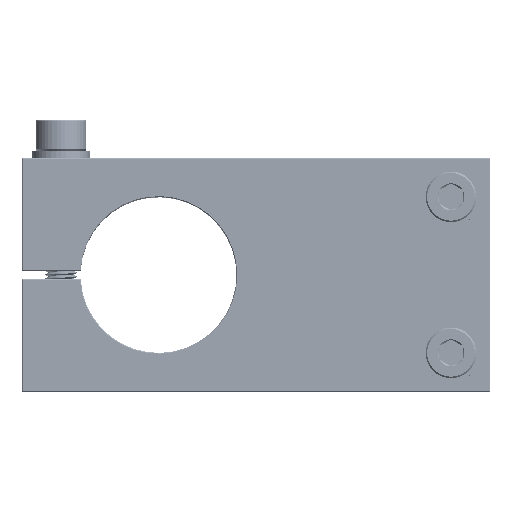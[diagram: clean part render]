
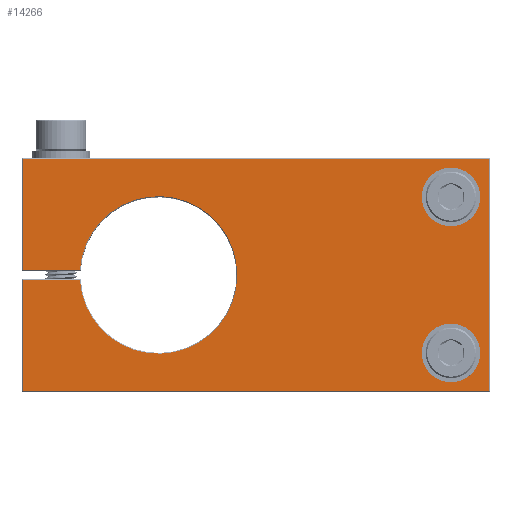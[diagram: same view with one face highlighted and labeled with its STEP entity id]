
A CAD part, top view. The second image highlights one B-rep face of the part: STEP entity #14266.
In plain terms, the highlighted planar face has unit normal (0, 0, 1).
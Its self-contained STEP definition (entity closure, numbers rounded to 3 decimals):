
#103=FACE_BOUND('',#1698,.T.);
#104=FACE_BOUND('',#1699,.T.);
#180=PLANE('',#15129);
#903=FACE_OUTER_BOUND('',#1697,.T.);
#1697=EDGE_LOOP('',(#12450,#12451,#12452,#12453,#12454,#12455,#12456,#12457));
#1698=EDGE_LOOP('',(#12458));
#1699=EDGE_LOOP('',(#12459));
#3181=CIRCLE('',#15047,4.);
#3182=CIRCLE('',#15051,4.);
#3187=CIRCLE('',#15115,20.2);
#3910=LINE('',#57632,#4701);
#3911=LINE('',#57634,#4702);
#3916=LINE('',#57642,#4707);
#3918=LINE('',#57645,#4709);
#3922=LINE('',#57652,#4713);
#3924=LINE('',#57655,#4715);
#3927=LINE('',#57663,#4718);
#4701=VECTOR('',#17376,10.);
#4702=VECTOR('',#17379,10.);
#4707=VECTOR('',#17390,10.);
#4709=VECTOR('',#17394,10.);
#4713=VECTOR('',#17404,10.);
#4715=VECTOR('',#17408,10.);
#4718=VECTOR('',#17421,10.);
#6044=VERTEX_POINT('',#57410);
#6045=VERTEX_POINT('',#57416);
#6047=VERTEX_POINT('',#57423);
#6049=VERTEX_POINT('',#57430);
#6053=VERTEX_POINT('',#57443);
#6055=VERTEX_POINT('',#57450);
#6058=VERTEX_POINT('',#57457);
#6065=VERTEX_POINT('',#57481);
#6069=VERTEX_POINT('',#57495);
#6076=VERTEX_POINT('',#57519);
#8113=EDGE_CURVE('',#6044,#6044,#3181,.T.);
#8115=EDGE_CURVE('',#6045,#6045,#3182,.T.);
#8221=EDGE_CURVE('',#6069,#6076,#3910,.T.);
#8222=EDGE_CURVE('',#6076,#6065,#3911,.T.);
#8227=EDGE_CURVE('',#6055,#6069,#3916,.T.);
#8229=EDGE_CURVE('',#6065,#6053,#3918,.T.);
#8233=EDGE_CURVE('',#6049,#6058,#3922,.T.);
#8235=EDGE_CURVE('',#6058,#6055,#3924,.T.);
#8237=EDGE_CURVE('',#6053,#6047,#3187,.T.);
#8240=EDGE_CURVE('',#6047,#6049,#3927,.T.);
#12450=ORIENTED_EDGE('',*,*,#8233,.F.);
#12451=ORIENTED_EDGE('',*,*,#8240,.F.);
#12452=ORIENTED_EDGE('',*,*,#8237,.F.);
#12453=ORIENTED_EDGE('',*,*,#8229,.F.);
#12454=ORIENTED_EDGE('',*,*,#8222,.F.);
#12455=ORIENTED_EDGE('',*,*,#8221,.F.);
#12456=ORIENTED_EDGE('',*,*,#8227,.F.);
#12457=ORIENTED_EDGE('',*,*,#8235,.F.);
#12458=ORIENTED_EDGE('',*,*,#8113,.T.);
#12459=ORIENTED_EDGE('',*,*,#8115,.T.);
#14266=ADVANCED_FACE('',(#903,#103,#104),#180,.T.);
#15047=AXIS2_PLACEMENT_3D('',#57411,#17162,#17163);
#15051=AXIS2_PLACEMENT_3D('',#57417,#17171,#17172);
#15115=AXIS2_PLACEMENT_3D('',#57658,#17412,#17413);
#15129=AXIS2_PLACEMENT_3D('',#57674,#17442,#17443);
#17162=DIRECTION('center_axis',(0.,0.,-1.));
#17163=DIRECTION('ref_axis',(1.,0.,0.));
#17171=DIRECTION('center_axis',(0.,0.,-1.));
#17172=DIRECTION('ref_axis',(1.,0.,0.));
#17376=DIRECTION('',(-1.,0.,0.));
#17379=DIRECTION('',(0.,1.,0.));
#17390=DIRECTION('',(0.,-1.,0.));
#17394=DIRECTION('',(1.,0.,0.));
#17404=DIRECTION('',(0.,1.,0.));
#17408=DIRECTION('',(1.,0.,0.));
#17412=DIRECTION('center_axis',(0.,0.,1.));
#17413=DIRECTION('ref_axis',(1.,0.,0.));
#17421=DIRECTION('',(-1.,0.,0.));
#17442=DIRECTION('center_axis',(0.,0.,1.));
#17443=DIRECTION('ref_axis',(1.,0.,0.));
#57410=CARTESIAN_POINT('',(106.,50.,60.));
#57411=CARTESIAN_POINT('Origin',(110.,50.,60.));
#57416=CARTESIAN_POINT('',(106.,10.,60.));
#57417=CARTESIAN_POINT('Origin',(110.,10.,60.));
#57423=CARTESIAN_POINT('',(14.836,31.2,60.));
#57430=CARTESIAN_POINT('',(0.2,31.2,60.));
#57443=CARTESIAN_POINT('',(14.836,28.8,60.));
#57450=CARTESIAN_POINT('',(119.8,59.8,60.));
#57457=CARTESIAN_POINT('',(0.2,59.8,60.));
#57481=CARTESIAN_POINT('',(0.2,28.8,60.));
#57495=CARTESIAN_POINT('',(119.8,0.2,60.));
#57519=CARTESIAN_POINT('',(0.2,0.2,60.));
#57632=CARTESIAN_POINT('',(30.,0.2,60.));
#57634=CARTESIAN_POINT('',(0.2,45.,60.));
#57642=CARTESIAN_POINT('',(119.8,15.,60.));
#57645=CARTESIAN_POINT('',(40.,28.8,60.));
#57652=CARTESIAN_POINT('',(0.2,45.,60.));
#57655=CARTESIAN_POINT('',(90.,59.8,60.));
#57658=CARTESIAN_POINT('Origin',(35.,30.,60.));
#57663=CARTESIAN_POINT('',(20.,31.2,60.));
#57674=CARTESIAN_POINT('Origin',(60.,30.,60.));
